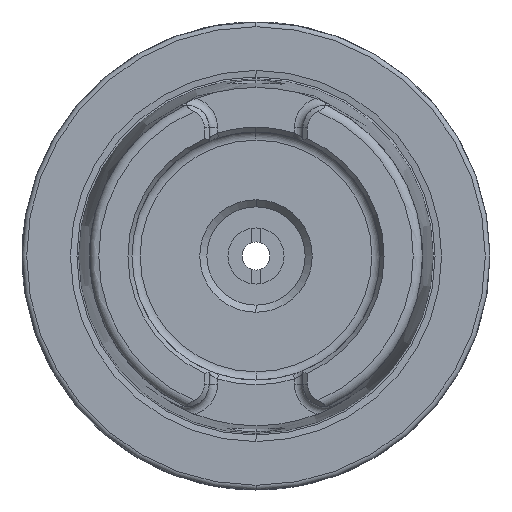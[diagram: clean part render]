
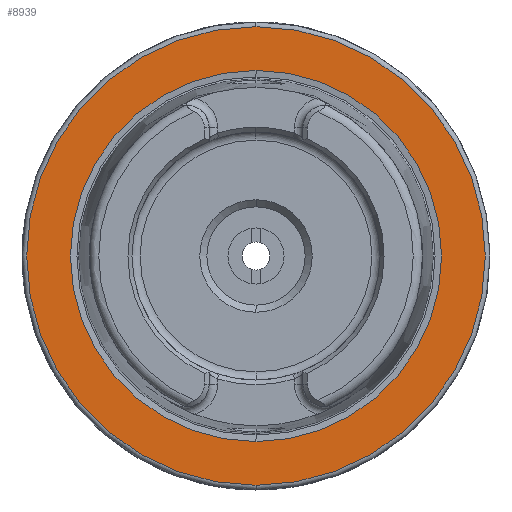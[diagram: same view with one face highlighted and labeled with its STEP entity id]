
A CAD part, left-side view. The second image highlights one B-rep face of the part: STEP entity #8939.
In plain terms, the highlighted planar face has unit normal (-1, 0, 0).
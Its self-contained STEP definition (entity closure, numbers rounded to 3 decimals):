
#7 = CARTESIAN_POINT ( 'NONE',  ( 0., 0., 49. ) ) ;
#137 = DIRECTION ( 'NONE',  ( 1., 0., 0. ) ) ;
#345 = ORIENTED_EDGE ( 'NONE', *, *, #7325, .T. ) ;
#412 = CARTESIAN_POINT ( 'NONE',  ( 0., 0., 39.647 ) ) ;
#557 = CIRCLE ( 'NONE', #3824, 49. ) ;
#649 = EDGE_LOOP ( 'NONE', ( #4423, #2355 ) ) ;
#2107 = AXIS2_PLACEMENT_3D ( 'NONE', #4111, #4926, #6405 ) ;
#2267 = CARTESIAN_POINT ( 'NONE',  ( 0., 0., 0. ) ) ;
#2355 = ORIENTED_EDGE ( 'NONE', *, *, #9454, .F. ) ;
#2384 = DIRECTION ( 'NONE',  ( 0., 0., -1. ) ) ;
#2408 = FACE_BOUND ( 'NONE', #5241, .T. ) ;
#2729 = CARTESIAN_POINT ( 'NONE',  ( 0., 0., -39.647 ) ) ;
#3278 = VERTEX_POINT ( 'NONE', #412 ) ;
#3737 = DIRECTION ( 'NONE',  ( 1., 0., 0. ) ) ;
#3824 = AXIS2_PLACEMENT_3D ( 'NONE', #2267, #3737, #5928 ) ;
#4111 = CARTESIAN_POINT ( 'NONE',  ( 0., 0., 0. ) ) ;
#4423 = ORIENTED_EDGE ( 'NONE', *, *, #5863, .F. ) ;
#4449 = DIRECTION ( 'NONE',  ( 0., 0., -1. ) ) ;
#4477 = AXIS2_PLACEMENT_3D ( 'NONE', #7579, #137, #2384 ) ;
#4591 = DIRECTION ( 'NONE',  ( -1., 0., 0. ) ) ;
#4732 = FACE_OUTER_BOUND ( 'NONE', #649, .T. ) ;
#4906 = VERTEX_POINT ( 'NONE', #2729 ) ;
#4926 = DIRECTION ( 'NONE',  ( 1., 0., 0. ) ) ;
#5183 = CARTESIAN_POINT ( 'NONE',  ( 0., 0., 0. ) ) ;
#5241 = EDGE_LOOP ( 'NONE', ( #345, #9006 ) ) ;
#5376 = PLANE ( 'NONE',  #7252 ) ;
#5863 = EDGE_CURVE ( 'NONE', #6298, #9147, #7472, .T. ) ;
#5928 = DIRECTION ( 'NONE',  ( 0., 0., -1. ) ) ;
#6298 = VERTEX_POINT ( 'NONE', #7888 ) ;
#6383 = AXIS2_PLACEMENT_3D ( 'NONE', #5183, #8187, #4449 ) ;
#6405 = DIRECTION ( 'NONE',  ( 0., 0., -1. ) ) ;
#7252 = AXIS2_PLACEMENT_3D ( 'NONE', #8336, #4591, #7603 ) ;
#7325 = EDGE_CURVE ( 'NONE', #3278, #4906, #8735, .T. ) ;
#7472 = CIRCLE ( 'NONE', #4477, 49. ) ;
#7579 = CARTESIAN_POINT ( 'NONE',  ( 0., 0., 0. ) ) ;
#7603 = DIRECTION ( 'NONE',  ( 0., 0., 1. ) ) ;
#7888 = CARTESIAN_POINT ( 'NONE',  ( 0., 0., -49. ) ) ;
#8051 = CIRCLE ( 'NONE', #2107, 39.647 ) ;
#8187 = DIRECTION ( 'NONE',  ( 1., 0., 0. ) ) ;
#8336 = CARTESIAN_POINT ( 'NONE',  ( 0., 39.647, 0. ) ) ;
#8688 = EDGE_CURVE ( 'NONE', #4906, #3278, #8051, .T. ) ;
#8735 = CIRCLE ( 'NONE', #6383, 39.647 ) ;
#8939 = ADVANCED_FACE ( 'NONE', ( #2408, #4732 ), #5376, .T. ) ;
#9006 = ORIENTED_EDGE ( 'NONE', *, *, #8688, .T. ) ;
#9147 = VERTEX_POINT ( 'NONE', #7 ) ;
#9454 = EDGE_CURVE ( 'NONE', #9147, #6298, #557, .T. ) ;
